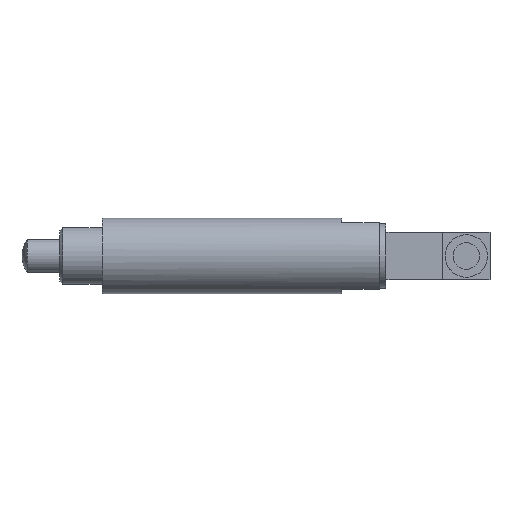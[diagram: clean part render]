
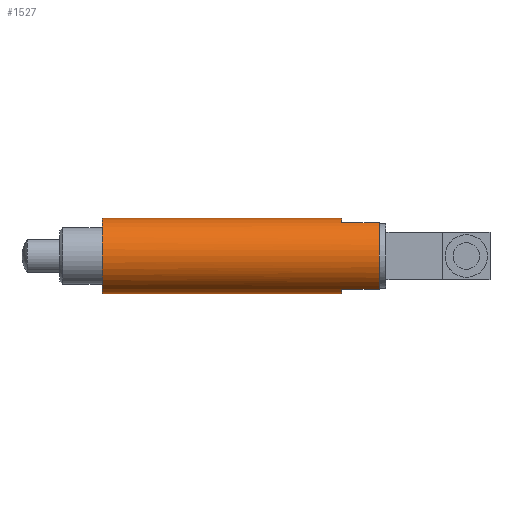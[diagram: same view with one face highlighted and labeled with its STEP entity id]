
A CAD part, front view. The second image highlights one B-rep face of the part: STEP entity #1527.
In plain terms, the highlighted cylindrical face has radius 4 mm (diameter 8 mm), a full revolution.
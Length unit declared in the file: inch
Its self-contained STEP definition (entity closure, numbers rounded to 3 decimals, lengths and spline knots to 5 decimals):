
#13 = CARTESIAN_POINT ( 'NONE',  ( 1.33071, -0.07624, 0.1378 ) ) ;
#30 = EDGE_CURVE ( 'NONE', #893, #535, #1088, .T. ) ;
#39 = AXIS2_PLACEMENT_3D ( 'NONE', #450, #1582, #618 ) ;
#53 = FACE_OUTER_BOUND ( 'NONE', #1547, .T. ) ;
#81 = CARTESIAN_POINT ( 'NONE',  ( 0.33465, 0., 0. ) ) ;
#122 = CARTESIAN_POINT ( 'NONE',  ( 1.48819, -0.07624, -0.1378 ) ) ;
#123 = VERTEX_POINT ( 'NONE', #1116 ) ;
#149 = CYLINDRICAL_SURFACE ( 'NONE', #1394, 0.15748 ) ;
#194 = EDGE_CURVE ( 'NONE', #1278, #967, #668, .T. ) ;
#221 = DIRECTION ( 'NONE',  ( 1., 0., 0. ) ) ;
#263 = CARTESIAN_POINT ( 'NONE',  ( 1.48819, 0., 0. ) ) ;
#299 = CARTESIAN_POINT ( 'NONE',  ( 1.48819, -0.07624, 0.1378 ) ) ;
#325 = DIRECTION ( 'NONE',  ( -1., 0., 0. ) ) ;
#331 = VERTEX_POINT ( 'NONE', #1529 ) ;
#367 = LINE ( 'NONE', #504, #1550 ) ;
#420 = EDGE_CURVE ( 'NONE', #331, #1271, #1920, .T. ) ;
#436 = CIRCLE ( 'NONE', #39, 0.15748 ) ;
#446 = LINE ( 'NONE', #863, #823 ) ;
#450 = CARTESIAN_POINT ( 'NONE',  ( 1.48819, 0., 0. ) ) ;
#469 = VERTEX_POINT ( 'NONE', #299 ) ;
#504 = CARTESIAN_POINT ( 'NONE',  ( 0., 0.07624, 0.1378 ) ) ;
#514 = ORIENTED_EDGE ( 'NONE', *, *, #420, .T. ) ;
#535 = VERTEX_POINT ( 'NONE', #13 ) ;
#538 = EDGE_CURVE ( 'NONE', #535, #469, #906, .T. ) ;
#541 = DIRECTION ( 'NONE',  ( -1., 0., 0. ) ) ;
#618 = DIRECTION ( 'NONE',  ( 0., -1., 0. ) ) ;
#650 = DIRECTION ( 'NONE',  ( 0., -1., 0. ) ) ;
#668 = CIRCLE ( 'NONE', #1308, 0.15748 ) ;
#688 = EDGE_CURVE ( 'NONE', #1048, #469, #436, .T. ) ;
#722 = DIRECTION ( 'NONE',  ( -1., 0., 0. ) ) ;
#753 = EDGE_CURVE ( 'NONE', #331, #893, #367, .T. ) ;
#754 = ORIENTED_EDGE ( 'NONE', *, *, #30, .F. ) ;
#784 = DIRECTION ( 'NONE',  ( 0., 0., 1. ) ) ;
#790 = ORIENTED_EDGE ( 'NONE', *, *, #194, .T. ) ;
#811 = ORIENTED_EDGE ( 'NONE', *, *, #753, .F. ) ;
#823 = VECTOR ( 'NONE', #221, 39.37008 ) ;
#845 = CARTESIAN_POINT ( 'NONE',  ( 1.33071, 0.07624, 0.1378 ) ) ;
#860 = EDGE_LOOP ( 'NONE', ( #965, #1399, #1139, #754, #811, #514, #975, #790 ) ) ;
#863 = CARTESIAN_POINT ( 'NONE',  ( 0., 0.07624, -0.1378 ) ) ;
#893 = VERTEX_POINT ( 'NONE', #845 ) ;
#906 = LINE ( 'NONE', #1281, #1886 ) ;
#955 = CARTESIAN_POINT ( 'NONE',  ( 1.33071, 0., 0. ) ) ;
#965 = ORIENTED_EDGE ( 'NONE', *, *, #1319, .F. ) ;
#967 = VERTEX_POINT ( 'NONE', #2016 ) ;
#975 = ORIENTED_EDGE ( 'NONE', *, *, #1704, .F. ) ;
#1048 = VERTEX_POINT ( 'NONE', #122 ) ;
#1088 = CIRCLE ( 'NONE', #1131, 0.15748 ) ;
#1116 = CARTESIAN_POINT ( 'NONE',  ( 0.33465, -0.15748, 0. ) ) ;
#1131 = AXIS2_PLACEMENT_3D ( 'NONE', #1552, #1252, #1916 ) ;
#1139 = ORIENTED_EDGE ( 'NONE', *, *, #538, .F. ) ;
#1186 = VECTOR ( 'NONE', #541, 39.37008 ) ;
#1192 = CARTESIAN_POINT ( 'NONE',  ( 0., 0., 0. ) ) ;
#1197 = DIRECTION ( 'NONE',  ( 0., -1., 0. ) ) ;
#1228 = DIRECTION ( 'NONE',  ( -1., 0., 0. ) ) ;
#1252 = DIRECTION ( 'NONE',  ( 1., 0., 0. ) ) ;
#1264 = DIRECTION ( 'NONE',  ( 1., 0., 0. ) ) ;
#1271 = VERTEX_POINT ( 'NONE', #1646 ) ;
#1278 = VERTEX_POINT ( 'NONE', #1467 ) ;
#1281 = CARTESIAN_POINT ( 'NONE',  ( 0., -0.07624, 0.1378 ) ) ;
#1308 = AXIS2_PLACEMENT_3D ( 'NONE', #955, #325, #784 ) ;
#1319 = EDGE_CURVE ( 'NONE', #1048, #967, #2078, .T. ) ;
#1335 = CARTESIAN_POINT ( 'NONE',  ( 0., -0.07624, -0.1378 ) ) ;
#1394 = AXIS2_PLACEMENT_3D ( 'NONE', #1192, #722, #650 ) ;
#1399 = ORIENTED_EDGE ( 'NONE', *, *, #688, .T. ) ;
#1449 = DIRECTION ( 'NONE',  ( -1., 0., 0. ) ) ;
#1467 = CARTESIAN_POINT ( 'NONE',  ( 1.33071, 0.07624, -0.1378 ) ) ;
#1527 = ADVANCED_FACE ( 'NONE', ( #53, #1825 ), #149, .T. ) ;
#1529 = CARTESIAN_POINT ( 'NONE',  ( 1.48819, 0.07624, 0.1378 ) ) ;
#1547 = EDGE_LOOP ( 'NONE', ( #1780 ) ) ;
#1550 = VECTOR ( 'NONE', #1449, 39.37008 ) ;
#1552 = CARTESIAN_POINT ( 'NONE',  ( 1.33071, 0., 0. ) ) ;
#1582 = DIRECTION ( 'NONE',  ( -1., 0., 0. ) ) ;
#1646 = CARTESIAN_POINT ( 'NONE',  ( 1.48819, 0.07624, -0.1378 ) ) ;
#1704 = EDGE_CURVE ( 'NONE', #1278, #1271, #446, .T. ) ;
#1780 = ORIENTED_EDGE ( 'NONE', *, *, #1787, .F. ) ;
#1787 = EDGE_CURVE ( 'NONE', #123, #123, #2029, .T. ) ;
#1808 = AXIS2_PLACEMENT_3D ( 'NONE', #81, #2012, #1197 ) ;
#1825 = FACE_OUTER_BOUND ( 'NONE', #860, .T. ) ;
#1886 = VECTOR ( 'NONE', #1264, 39.37008 ) ;
#1916 = DIRECTION ( 'NONE',  ( 0., 0., -1. ) ) ;
#1920 = CIRCLE ( 'NONE', #2017, 0.15748 ) ;
#2012 = DIRECTION ( 'NONE',  ( -1., 0., 0. ) ) ;
#2016 = CARTESIAN_POINT ( 'NONE',  ( 1.33071, -0.07624, -0.1378 ) ) ;
#2017 = AXIS2_PLACEMENT_3D ( 'NONE', #263, #1228, #2076 ) ;
#2029 = CIRCLE ( 'NONE', #1808, 0.15748 ) ;
#2076 = DIRECTION ( 'NONE',  ( 0., -1., 0. ) ) ;
#2078 = LINE ( 'NONE', #1335, #1186 ) ;
